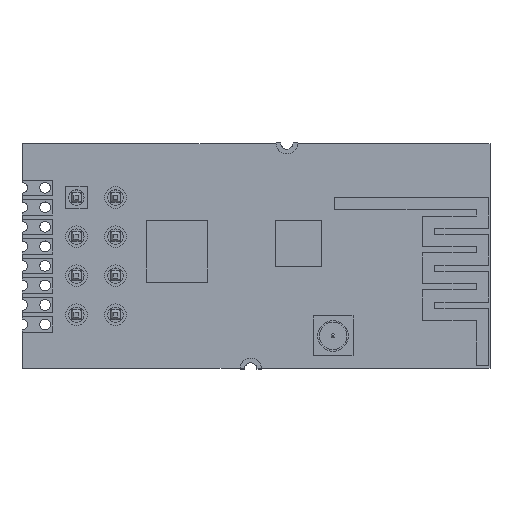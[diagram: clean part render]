
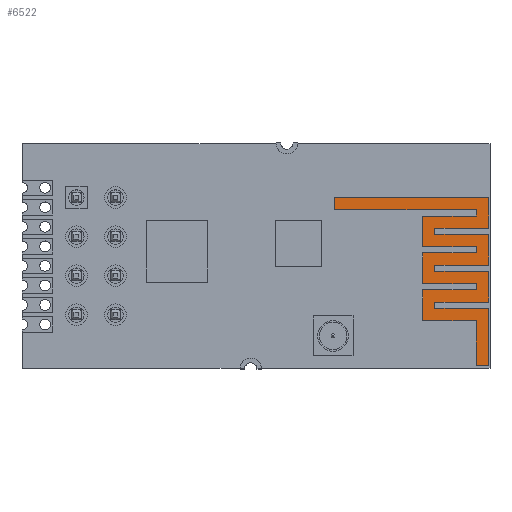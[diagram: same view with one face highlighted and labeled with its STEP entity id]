
A CAD part, top view. The second image highlights one B-rep face of the part: STEP entity #6522.
In plain terms, the highlighted planar face has unit normal (0, 0, 1).
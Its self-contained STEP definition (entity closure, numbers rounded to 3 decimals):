
#3972 = VERTEX_POINT('',#3973);
#3973 = CARTESIAN_POINT('',(16.795,0.,9.64));
#3979 = EDGE_CURVE('',#3972,#3980,#3982,.T.);
#3980 = VERTEX_POINT('',#3981);
#3981 = CARTESIAN_POINT('',(26.813,0.,9.64));
#3982 = LINE('',#3983,#3984);
#3983 = CARTESIAN_POINT('',(16.795,0.,9.64));
#3984 = VECTOR('',#3985,1.);
#3985 = DIRECTION('',(1.,0.,0.));
#4003 = EDGE_CURVE('',#3980,#4004,#4006,.T.);
#4004 = VERTEX_POINT('',#4005);
#4005 = CARTESIAN_POINT('',(26.813,-2.,9.64));
#4006 = LINE('',#4007,#4008);
#4007 = CARTESIAN_POINT('',(26.813,0.,9.64));
#4008 = VECTOR('',#4009,1.);
#4009 = DIRECTION('',(0.,-1.,0.));
#4027 = EDGE_CURVE('',#4004,#4028,#4030,.T.);
#4028 = VERTEX_POINT('',#4029);
#4029 = CARTESIAN_POINT('',(23.313,-2.,9.64));
#4030 = LINE('',#4031,#4032);
#4031 = CARTESIAN_POINT('',(26.813,-2.,9.64));
#4032 = VECTOR('',#4033,1.);
#4033 = DIRECTION('',(-1.,0.,0.));
#4051 = EDGE_CURVE('',#4028,#4052,#4054,.T.);
#4052 = VERTEX_POINT('',#4053);
#4053 = CARTESIAN_POINT('',(23.313,-2.4,9.64));
#4054 = LINE('',#4055,#4056);
#4055 = CARTESIAN_POINT('',(23.313,-2.,9.64));
#4056 = VECTOR('',#4057,1.);
#4057 = DIRECTION('',(0.,-1.,0.));
#4075 = EDGE_CURVE('',#4052,#4076,#4078,.T.);
#4076 = VERTEX_POINT('',#4077);
#4077 = CARTESIAN_POINT('',(26.813,-2.4,9.64));
#4078 = LINE('',#4079,#4080);
#4079 = CARTESIAN_POINT('',(23.313,-2.4,9.64));
#4080 = VECTOR('',#4081,1.);
#4081 = DIRECTION('',(1.,0.,0.));
#4099 = EDGE_CURVE('',#4076,#4100,#4102,.T.);
#4100 = VERTEX_POINT('',#4101);
#4101 = CARTESIAN_POINT('',(26.813,-4.4,9.64));
#4102 = LINE('',#4103,#4104);
#4103 = CARTESIAN_POINT('',(26.813,-2.4,9.64));
#4104 = VECTOR('',#4105,1.);
#4105 = DIRECTION('',(0.,-1.,0.));
#4123 = EDGE_CURVE('',#4100,#4124,#4126,.T.);
#4124 = VERTEX_POINT('',#4125);
#4125 = CARTESIAN_POINT('',(23.313,-4.4,9.64));
#4126 = LINE('',#4127,#4128);
#4127 = CARTESIAN_POINT('',(26.813,-4.4,9.64));
#4128 = VECTOR('',#4129,1.);
#4129 = DIRECTION('',(-1.,0.,0.));
#4147 = EDGE_CURVE('',#4124,#4148,#4150,.T.);
#4148 = VERTEX_POINT('',#4149);
#4149 = CARTESIAN_POINT('',(23.313,-4.8,9.64));
#4150 = LINE('',#4151,#4152);
#4151 = CARTESIAN_POINT('',(23.313,-4.4,9.64));
#4152 = VECTOR('',#4153,1.);
#4153 = DIRECTION('',(0.,-1.,0.));
#4171 = EDGE_CURVE('',#4148,#4172,#4174,.T.);
#4172 = VERTEX_POINT('',#4173);
#4173 = CARTESIAN_POINT('',(26.813,-4.8,9.64));
#4174 = LINE('',#4175,#4176);
#4175 = CARTESIAN_POINT('',(23.313,-4.8,9.64));
#4176 = VECTOR('',#4177,1.);
#4177 = DIRECTION('',(1.,0.,0.));
#4195 = EDGE_CURVE('',#4172,#4196,#4198,.T.);
#4196 = VERTEX_POINT('',#4197);
#4197 = CARTESIAN_POINT('',(26.813,-6.8,9.64));
#4198 = LINE('',#4199,#4200);
#4199 = CARTESIAN_POINT('',(26.813,-4.8,9.64));
#4200 = VECTOR('',#4201,1.);
#4201 = DIRECTION('',(0.,-1.,0.));
#4219 = EDGE_CURVE('',#4196,#4220,#4222,.T.);
#4220 = VERTEX_POINT('',#4221);
#4221 = CARTESIAN_POINT('',(23.313,-6.8,9.64));
#4222 = LINE('',#4223,#4224);
#4223 = CARTESIAN_POINT('',(26.813,-6.8,9.64));
#4224 = VECTOR('',#4225,1.);
#4225 = DIRECTION('',(-1.,0.,0.));
#4243 = EDGE_CURVE('',#4220,#4244,#4246,.T.);
#4244 = VERTEX_POINT('',#4245);
#4245 = CARTESIAN_POINT('',(23.313,-7.2,9.64));
#4246 = LINE('',#4247,#4248);
#4247 = CARTESIAN_POINT('',(23.313,-6.8,9.64));
#4248 = VECTOR('',#4249,1.);
#4249 = DIRECTION('',(0.,-1.,0.));
#4267 = EDGE_CURVE('',#4244,#4268,#4270,.T.);
#4268 = VERTEX_POINT('',#4269);
#4269 = CARTESIAN_POINT('',(26.813,-7.2,9.64));
#4270 = LINE('',#4271,#4272);
#4271 = CARTESIAN_POINT('',(23.313,-7.2,9.64));
#4272 = VECTOR('',#4273,1.);
#4273 = DIRECTION('',(1.,0.,0.));
#4291 = EDGE_CURVE('',#4268,#4292,#4294,.T.);
#4292 = VERTEX_POINT('',#4293);
#4293 = CARTESIAN_POINT('',(26.813,-10.923,9.64));
#4294 = LINE('',#4295,#4296);
#4295 = CARTESIAN_POINT('',(26.813,-7.2,9.64));
#4296 = VECTOR('',#4297,1.);
#4297 = DIRECTION('',(0.,-1.,0.));
#4315 = EDGE_CURVE('',#4292,#4316,#4318,.T.);
#4316 = VERTEX_POINT('',#4317);
#4317 = CARTESIAN_POINT('',(26.013,-10.923,9.64));
#4318 = LINE('',#4319,#4320);
#4319 = CARTESIAN_POINT('',(26.813,-10.923,9.64));
#4320 = VECTOR('',#4321,1.);
#4321 = DIRECTION('',(-1.,0.,0.));
#4339 = EDGE_CURVE('',#4316,#4340,#4342,.T.);
#4340 = VERTEX_POINT('',#4341);
#4341 = CARTESIAN_POINT('',(26.013,-8.,9.64));
#4342 = LINE('',#4343,#4344);
#4343 = CARTESIAN_POINT('',(26.013,-10.923,9.64));
#4344 = VECTOR('',#4345,1.);
#4345 = DIRECTION('',(0.,1.,0.));
#4363 = EDGE_CURVE('',#4340,#4364,#4366,.T.);
#4364 = VERTEX_POINT('',#4365);
#4365 = CARTESIAN_POINT('',(22.513,-8.,9.64));
#4366 = LINE('',#4367,#4368);
#4367 = CARTESIAN_POINT('',(26.013,-8.,9.64));
#4368 = VECTOR('',#4369,1.);
#4369 = DIRECTION('',(-1.,0.,0.));
#4387 = EDGE_CURVE('',#4364,#4388,#4390,.T.);
#4388 = VERTEX_POINT('',#4389);
#4389 = CARTESIAN_POINT('',(22.513,-6.,9.64));
#4390 = LINE('',#4391,#4392);
#4391 = CARTESIAN_POINT('',(22.513,-8.,9.64));
#4392 = VECTOR('',#4393,1.);
#4393 = DIRECTION('',(0.,1.,0.));
#4411 = EDGE_CURVE('',#4388,#4412,#4414,.T.);
#4412 = VERTEX_POINT('',#4413);
#4413 = CARTESIAN_POINT('',(26.013,-6.,9.64));
#4414 = LINE('',#4415,#4416);
#4415 = CARTESIAN_POINT('',(22.513,-6.,9.64));
#4416 = VECTOR('',#4417,1.);
#4417 = DIRECTION('',(1.,0.,0.));
#4435 = EDGE_CURVE('',#4412,#4436,#4438,.T.);
#4436 = VERTEX_POINT('',#4437);
#4437 = CARTESIAN_POINT('',(26.013,-5.6,9.64));
#4438 = LINE('',#4439,#4440);
#4439 = CARTESIAN_POINT('',(26.013,-6.,9.64));
#4440 = VECTOR('',#4441,1.);
#4441 = DIRECTION('',(0.,1.,0.));
#4459 = EDGE_CURVE('',#4436,#4460,#4462,.T.);
#4460 = VERTEX_POINT('',#4461);
#4461 = CARTESIAN_POINT('',(22.513,-5.6,9.64));
#4462 = LINE('',#4463,#4464);
#4463 = CARTESIAN_POINT('',(26.013,-5.6,9.64));
#4464 = VECTOR('',#4465,1.);
#4465 = DIRECTION('',(-1.,0.,0.));
#4483 = EDGE_CURVE('',#4460,#4484,#4486,.T.);
#4484 = VERTEX_POINT('',#4485);
#4485 = CARTESIAN_POINT('',(22.513,-3.6,9.64));
#4486 = LINE('',#4487,#4488);
#4487 = CARTESIAN_POINT('',(22.513,-5.6,9.64));
#4488 = VECTOR('',#4489,1.);
#4489 = DIRECTION('',(0.,1.,0.));
#4507 = EDGE_CURVE('',#4484,#4508,#4510,.T.);
#4508 = VERTEX_POINT('',#4509);
#4509 = CARTESIAN_POINT('',(26.013,-3.6,9.64));
#4510 = LINE('',#4511,#4512);
#4511 = CARTESIAN_POINT('',(22.513,-3.6,9.64));
#4512 = VECTOR('',#4513,1.);
#4513 = DIRECTION('',(1.,0.,0.));
#4531 = EDGE_CURVE('',#4508,#4532,#4534,.T.);
#4532 = VERTEX_POINT('',#4533);
#4533 = CARTESIAN_POINT('',(26.013,-3.2,9.64));
#4534 = LINE('',#4535,#4536);
#4535 = CARTESIAN_POINT('',(26.013,-3.6,9.64));
#4536 = VECTOR('',#4537,1.);
#4537 = DIRECTION('',(0.,1.,0.));
#4555 = EDGE_CURVE('',#4532,#4556,#4558,.T.);
#4556 = VERTEX_POINT('',#4557);
#4557 = CARTESIAN_POINT('',(22.513,-3.2,9.64));
#4558 = LINE('',#4559,#4560);
#4559 = CARTESIAN_POINT('',(26.013,-3.2,9.64));
#4560 = VECTOR('',#4561,1.);
#4561 = DIRECTION('',(-1.,0.,0.));
#4579 = EDGE_CURVE('',#4556,#4580,#4582,.T.);
#4580 = VERTEX_POINT('',#4581);
#4581 = CARTESIAN_POINT('',(22.513,-1.2,9.64));
#4582 = LINE('',#4583,#4584);
#4583 = CARTESIAN_POINT('',(22.513,-3.2,9.64));
#4584 = VECTOR('',#4585,1.);
#4585 = DIRECTION('',(0.,1.,0.));
#4603 = EDGE_CURVE('',#4580,#4604,#4606,.T.);
#4604 = VERTEX_POINT('',#4605);
#4605 = CARTESIAN_POINT('',(26.013,-1.2,9.64));
#4606 = LINE('',#4607,#4608);
#4607 = CARTESIAN_POINT('',(22.513,-1.2,9.64));
#4608 = VECTOR('',#4609,1.);
#4609 = DIRECTION('',(1.,0.,0.));
#4627 = EDGE_CURVE('',#4604,#4628,#4630,.T.);
#4628 = VERTEX_POINT('',#4629);
#4629 = CARTESIAN_POINT('',(26.013,-0.8,9.64));
#4630 = LINE('',#4631,#4632);
#4631 = CARTESIAN_POINT('',(26.013,-1.2,9.64));
#4632 = VECTOR('',#4633,1.);
#4633 = DIRECTION('',(0.,1.,0.));
#4651 = EDGE_CURVE('',#4628,#4652,#4654,.T.);
#4652 = VERTEX_POINT('',#4653);
#4653 = CARTESIAN_POINT('',(16.795,-0.8,9.64));
#4654 = LINE('',#4655,#4656);
#4655 = CARTESIAN_POINT('',(26.013,-0.8,9.64));
#4656 = VECTOR('',#4657,1.);
#4657 = DIRECTION('',(-1.,0.,0.));
#4675 = EDGE_CURVE('',#4652,#3972,#4676,.T.);
#4676 = LINE('',#4677,#4678);
#4677 = CARTESIAN_POINT('',(16.795,-0.8,9.64));
#4678 = VECTOR('',#4679,1.);
#4679 = DIRECTION('',(0.,1.,0.));
#6522 = ADVANCED_FACE('',(#6523),#6555,.F.);
#6523 = FACE_BOUND('',#6524,.F.);
#6524 = EDGE_LOOP('',(#6525,#6526,#6527,#6528,#6529,#6530,#6531,#6532,
    #6533,#6534,#6535,#6536,#6537,#6538,#6539,#6540,#6541,#6542,#6543,
    #6544,#6545,#6546,#6547,#6548,#6549,#6550,#6551,#6552,#6553,#6554));
#6525 = ORIENTED_EDGE('',*,*,#3979,.T.);
#6526 = ORIENTED_EDGE('',*,*,#4003,.T.);
#6527 = ORIENTED_EDGE('',*,*,#4027,.T.);
#6528 = ORIENTED_EDGE('',*,*,#4051,.T.);
#6529 = ORIENTED_EDGE('',*,*,#4075,.T.);
#6530 = ORIENTED_EDGE('',*,*,#4099,.T.);
#6531 = ORIENTED_EDGE('',*,*,#4123,.T.);
#6532 = ORIENTED_EDGE('',*,*,#4147,.T.);
#6533 = ORIENTED_EDGE('',*,*,#4171,.T.);
#6534 = ORIENTED_EDGE('',*,*,#4195,.T.);
#6535 = ORIENTED_EDGE('',*,*,#4219,.T.);
#6536 = ORIENTED_EDGE('',*,*,#4243,.T.);
#6537 = ORIENTED_EDGE('',*,*,#4267,.T.);
#6538 = ORIENTED_EDGE('',*,*,#4291,.T.);
#6539 = ORIENTED_EDGE('',*,*,#4315,.T.);
#6540 = ORIENTED_EDGE('',*,*,#4339,.T.);
#6541 = ORIENTED_EDGE('',*,*,#4363,.T.);
#6542 = ORIENTED_EDGE('',*,*,#4387,.T.);
#6543 = ORIENTED_EDGE('',*,*,#4411,.T.);
#6544 = ORIENTED_EDGE('',*,*,#4435,.T.);
#6545 = ORIENTED_EDGE('',*,*,#4459,.T.);
#6546 = ORIENTED_EDGE('',*,*,#4483,.T.);
#6547 = ORIENTED_EDGE('',*,*,#4507,.T.);
#6548 = ORIENTED_EDGE('',*,*,#4531,.T.);
#6549 = ORIENTED_EDGE('',*,*,#4555,.T.);
#6550 = ORIENTED_EDGE('',*,*,#4579,.T.);
#6551 = ORIENTED_EDGE('',*,*,#4603,.T.);
#6552 = ORIENTED_EDGE('',*,*,#4627,.T.);
#6553 = ORIENTED_EDGE('',*,*,#4651,.T.);
#6554 = ORIENTED_EDGE('',*,*,#4675,.T.);
#6555 = PLANE('',#6556);
#6556 = AXIS2_PLACEMENT_3D('',#6557,#6558,#6559);
#6557 = CARTESIAN_POINT('',(24.047,-3.918,9.64));
#6558 = DIRECTION('',(-0.,-0.,-1.));
#6559 = DIRECTION('',(-1.,0.,0.));
